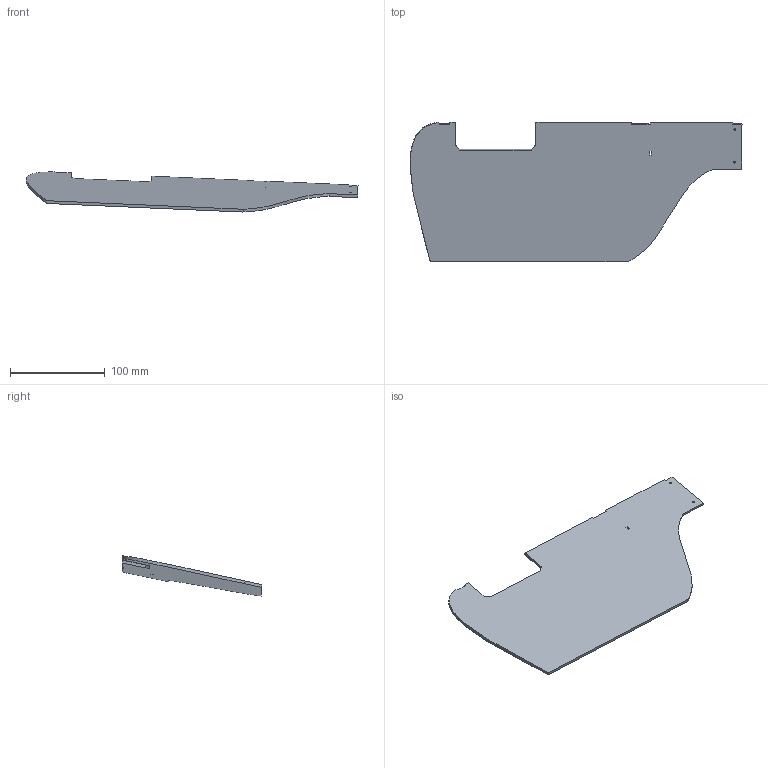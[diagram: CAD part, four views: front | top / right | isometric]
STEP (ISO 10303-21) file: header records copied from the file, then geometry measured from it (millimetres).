
FILE_DESCRIPTION (( 'STEP AP214' ), '1' );
FILE_NAME ('DmMc_Wing_type6.STEP', '2022-11-25T07:34:19', ( '' ), ( '' ), 'SwSTEP 2.0', 'SolidWorks 2022', '' );
FILE_SCHEMA (( 'AUTOMOTIVE_DESIGN' ));
Length unit declared in the file: millimetre
Products named in the file (1): DmMc_Wing_type6
Bounding box: 350.16 x 147.46 x 42.26 mm (x, y, z)
Volume: 123529.5 mm3; surface area: 85275.2 mm2
Topology: 1 solids, 1 shells, 34 faces, 96 edges, 64 vertices
Faces by surface type: plane 27, cylinder 4, bspline 3
Entity records: 1642 total; most frequent: CARTESIAN_POINT 504, ORIENTED_EDGE 192, DIRECTION 162, EDGE_CURVE 96, LINE 82, VECTOR 82, VERTEX_POINT 64, EDGE_LOOP 40
